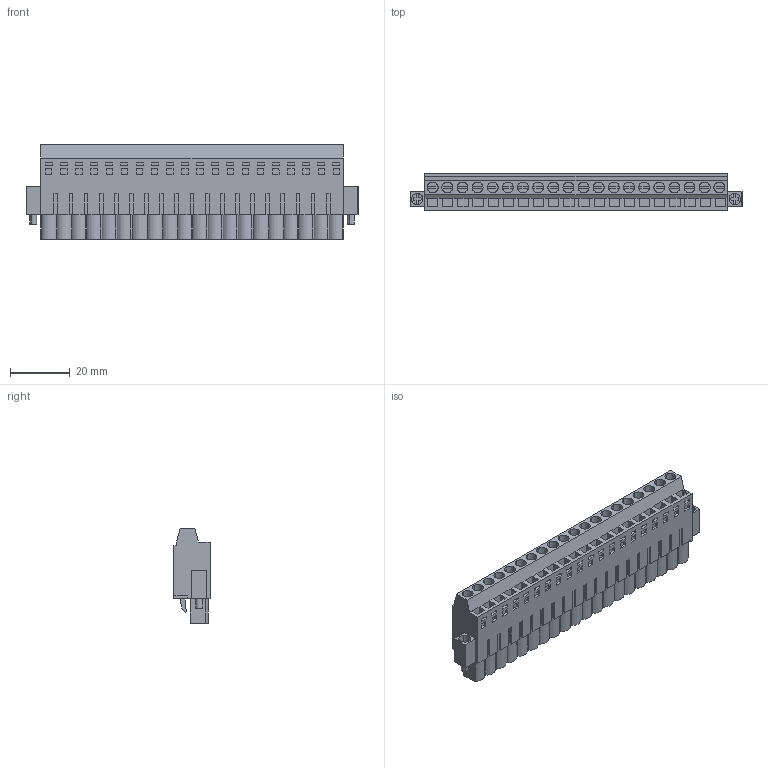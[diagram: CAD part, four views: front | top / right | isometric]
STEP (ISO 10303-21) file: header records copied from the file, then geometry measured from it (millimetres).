
FILE_DESCRIPTION(('CATIA V5 STEP Exchange','CAx-IF Rec.Pracs.--- Model Styling and Organization---1.2---2011-12-15'),'2;1');
FILE_NAME ('D1457356_0_1844170000_1844170000.stp','2017-10-31T20:28:33+00:00',('none'),('Weidmueller'),'CATIA Version 5-6 Release 2014','CATIA V5 STEP AP214','none');
FILE_SCHEMA(('AUTOMOTIVE_DESIGN { 1 0 10303 214 1 1 1 1 }'));
Length unit declared in the file: millimetre
Products named in the file (1): 1844170000
Bounding box: 111.4 x 12.2 x 31.8 mm (x, y, z)
Volume: 27657.8 mm3; surface area: 15660.4 mm2
Topology: 23 solids, 23 shells, 1345 faces, 3742 edges, 2551 vertices
Faces by surface type: plane 1157, cylinder 188
Entity records: 41216 total; most frequent: CARTESIAN_POINT 7535, ORIENTED_EDGE 7484, DIRECTION 5327, EDGE_CURVE 3742, VECTOR 3278, LINE 3278, VERTEX_POINT 2551, EDGE_LOOP 1457
